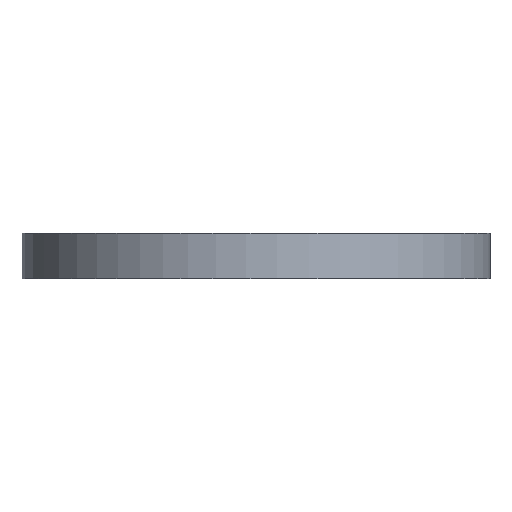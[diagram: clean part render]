
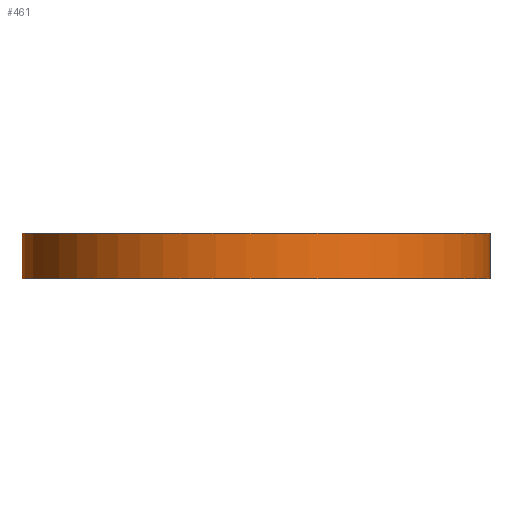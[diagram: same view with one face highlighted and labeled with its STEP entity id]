
A CAD part, front view. The second image highlights one B-rep face of the part: STEP entity #461.
In plain terms, the highlighted free-form (B-spline) face has degree [2, 1] with [9, 2] control points.
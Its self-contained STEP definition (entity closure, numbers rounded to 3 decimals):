
#21 = EDGE_CURVE('',#22,#22,#24,.T.);
#22 = VERTEX_POINT('',#23);
#23 = CARTESIAN_POINT('',(26.461,0.,2.585));
#24 = ( BOUNDED_CURVE() B_SPLINE_CURVE(2,(#25,#26,#27,#28,#29,#30,#31),
.UNSPECIFIED.,.T.,.F.) B_SPLINE_CURVE_WITH_KNOTS((1,2,2,2,2,1),(
    -2.094,0.,2.094,4.189,6.283,
8.378),.UNSPECIFIED.) CURVE() GEOMETRIC_REPRESENTATION_ITEM() 
RATIONAL_B_SPLINE_CURVE((1.,0.5,1.,0.5,1.,0.5,1.)) REPRESENTATION_ITEM(
  '') );
#25 = CARTESIAN_POINT('',(26.461,0.,2.585));
#26 = CARTESIAN_POINT('',(26.461,45.831,2.585)
  );
#27 = CARTESIAN_POINT('',(-13.23,22.916,2.585)
  );
#28 = CARTESIAN_POINT('',(-52.921,0.,
    2.585));
#29 = CARTESIAN_POINT('',(-13.23,-22.916,2.585)
  );
#30 = CARTESIAN_POINT('',(26.461,-45.831,2.585)
  );
#31 = CARTESIAN_POINT('',(26.461,0.,2.585));
#243 = EDGE_CURVE('',#244,#244,#246,.T.);
#244 = VERTEX_POINT('',#245);
#245 = CARTESIAN_POINT('',(26.461,0.,-2.585));
#246 = ( BOUNDED_CURVE() B_SPLINE_CURVE(2,(#247,#248,#249,#250,#251,#252
,#253),.UNSPECIFIED.,.T.,.F.) B_SPLINE_CURVE_WITH_KNOTS((1,2,2,2,2,1),(
    -2.094,0.,2.094,4.189,6.283,
8.378),.UNSPECIFIED.) CURVE() GEOMETRIC_REPRESENTATION_ITEM() 
RATIONAL_B_SPLINE_CURVE((1.,0.5,1.,0.5,1.,0.5,1.)) REPRESENTATION_ITEM(
  '') );
#247 = CARTESIAN_POINT('',(26.461,0.,-2.585));
#248 = CARTESIAN_POINT('',(26.461,45.831,
    -2.585));
#249 = CARTESIAN_POINT('',(-13.23,22.916,
    -2.585));
#250 = CARTESIAN_POINT('',(-52.921,0.,
    -2.585));
#251 = CARTESIAN_POINT('',(-13.23,-22.916,
    -2.585));
#252 = CARTESIAN_POINT('',(26.461,-45.831,
    -2.585));
#253 = CARTESIAN_POINT('',(26.461,0.,-2.585));
#461 = ADVANCED_FACE('',(#462),#472,.T.);
#462 = FACE_BOUND('',#463,.T.);
#463 = EDGE_LOOP('',(#464,#465,#470,#471));
#464 = ORIENTED_EDGE('',*,*,#21,.F.);
#465 = ORIENTED_EDGE('',*,*,#466,.T.);
#466 = EDGE_CURVE('',#22,#244,#467,.T.);
#467 = B_SPLINE_CURVE_WITH_KNOTS('',1,(#468,#469),.UNSPECIFIED.,.F.,.F.,
  (2,2),(0.,6.35),.PIECEWISE_BEZIER_KNOTS.);
#468 = CARTESIAN_POINT('',(26.461,0.,
    2.585));
#469 = CARTESIAN_POINT('',(26.461,0.,
    -2.585));
#470 = ORIENTED_EDGE('',*,*,#243,.T.);
#471 = ORIENTED_EDGE('',*,*,#466,.F.);
#472 = ( BOUNDED_SURFACE() B_SPLINE_SURFACE(2,1,(
    (#473,#474)
    ,(#475,#476)
    ,(#477,#478)
    ,(#479,#480)
    ,(#481,#482)
    ,(#483,#484)
    ,(#485,#486)
    ,(#487,#488)
,(#489,#490
    )),.UNSPECIFIED.,.T.,.F.,.F.) B_SPLINE_SURFACE_WITH_KNOTS((3,2,2,2,3
    ),(2,2),(3.142,4.189,6.283,8.378,
    9.425),(0.,6.35),.UNSPECIFIED.) 
GEOMETRIC_REPRESENTATION_ITEM() RATIONAL_B_SPLINE_SURFACE((
    (0.75,0.75)
    ,(0.75,0.75)
    ,(1.,1.)
    ,(0.5,0.5)
    ,(1.,1.)
    ,(0.5,0.5)
    ,(1.,1.)
    ,(0.75,0.75)
,(0.75,0.75))) REPRESENTATION_ITEM('') SURFACE() );
#473 = CARTESIAN_POINT('',(26.461,0.,
    2.585));
#474 = CARTESIAN_POINT('',(26.461,0.,
    -2.585));
#475 = CARTESIAN_POINT('',(26.461,-15.277,2.585
    ));
#476 = CARTESIAN_POINT('',(26.461,-15.277,
    -2.585));
#477 = CARTESIAN_POINT('',(13.23,-22.916,
    2.585));
#478 = CARTESIAN_POINT('',(13.23,-22.916,
    -2.585));
#479 = CARTESIAN_POINT('',(-26.461,-45.831,
    2.585));
#480 = CARTESIAN_POINT('',(-26.461,-45.831,
    -2.585));
#481 = CARTESIAN_POINT('',(-26.461,0.,2.585));
#482 = CARTESIAN_POINT('',(-26.461,0.,-2.585));
#483 = CARTESIAN_POINT('',(-26.461,45.831,
    2.585));
#484 = CARTESIAN_POINT('',(-26.461,45.831,
    -2.585));
#485 = CARTESIAN_POINT('',(13.23,22.916,
    2.585));
#486 = CARTESIAN_POINT('',(13.23,22.916,
    -2.585));
#487 = CARTESIAN_POINT('',(26.461,15.277,2.585
    ));
#488 = CARTESIAN_POINT('',(26.461,15.277,
    -2.585));
#489 = CARTESIAN_POINT('',(26.461,0.,
    2.585));
#490 = CARTESIAN_POINT('',(26.461,0.,
    -2.585));
